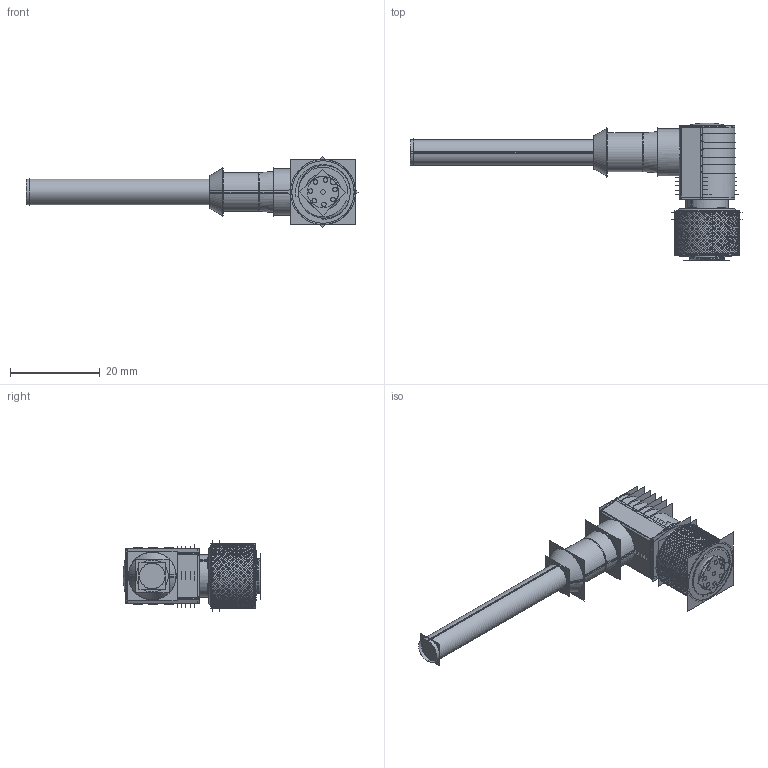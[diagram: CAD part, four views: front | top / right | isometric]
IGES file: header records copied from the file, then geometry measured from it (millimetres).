
Start section:  PTC IGES file: 223543.igs
Global section: file name: 223543.igs; native system: Creo Parametric by PTC Inc.; preprocessor: 2019292; author: PDMAdmin; organization: Unknown; date: 20210602.101718; units: millimetre
Bounding box: 73.9 x 30.68 x 15.59 mm (x, y, z)
Volume: 5880.6 mm3; surface area: 284404.4 mm2
Topology: 13 solids, 13 shells, 8364 faces, 36856 edges, 43791 vertices
Faces by surface type: bspline 6366, revolution 1998
